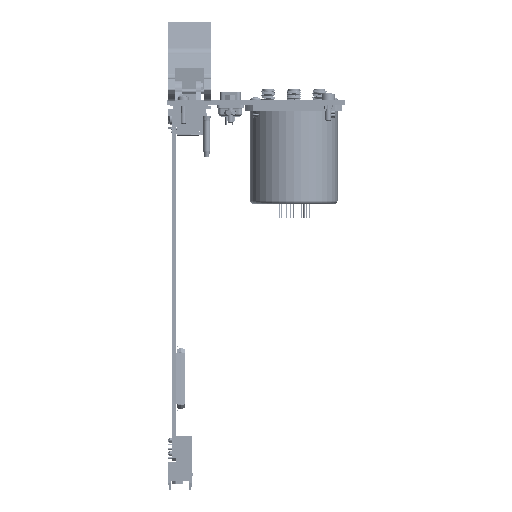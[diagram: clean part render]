
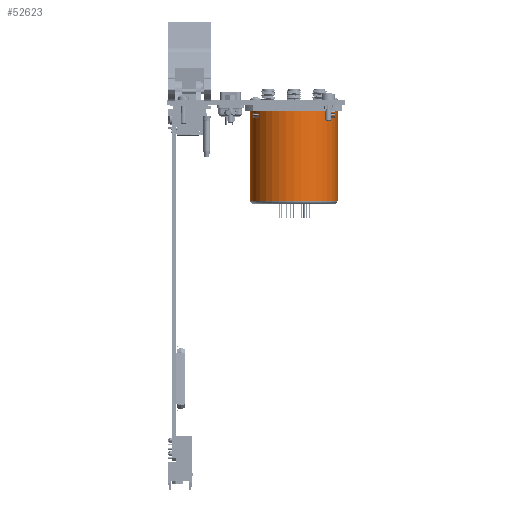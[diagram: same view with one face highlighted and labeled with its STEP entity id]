
A CAD part, front view. The second image highlights one B-rep face of the part: STEP entity #52623.
In plain terms, the highlighted cylindrical face has radius 20 mm (diameter 40 mm), a full revolution.
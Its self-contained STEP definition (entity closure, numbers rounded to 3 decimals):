
#11458 = EDGE_CURVE ( 'NONE', #71895, #71895, #175847, .T. ) ;
#11591 = EDGE_CURVE ( 'NONE', #71956, #71956, #175961, .T. ) ;
#15871 = ORIENTED_EDGE ( 'NONE', *, *, #11591, .T. ) ;
#16231 = ORIENTED_EDGE ( 'NONE', *, *, #11458, .T. ) ;
#36910 = EDGE_LOOP ( 'NONE', ( #15871 ) ) ;
#38011 = EDGE_LOOP ( 'NONE', ( #16231 ) ) ;
#52623 = ADVANCED_FACE ( 'NONE', ( #112431, #112436 ), #104784, .T. ) ;
#71895 = VERTEX_POINT ( 'NONE', #123618 ) ;
#71956 = VERTEX_POINT ( 'NONE', #123652 ) ;
#104784 = CYLINDRICAL_SURFACE ( 'NONE', #112155, 20. ) ;
#107119 = DIRECTION ( 'NONE',  ( 0., 0., 1. ) ) ;
#107122 = CARTESIAN_POINT ( 'NONE',  ( 25.349, -23.69, -50.042 ) ) ;
#107135 = DIRECTION ( 'NONE',  ( 1., 0., 0. ) ) ;
#112155 = AXIS2_PLACEMENT_3D ( 'NONE', #107122, #107119, #107135 ) ;
#112431 = FACE_OUTER_BOUND ( 'NONE', #38011, .T. ) ;
#112436 = FACE_OUTER_BOUND ( 'NONE', #36910, .T. ) ;
#122433 = AXIS2_PLACEMENT_3D ( 'NONE', #167803, #167805, #167806 ) ;
#123229 = AXIS2_PLACEMENT_3D ( 'NONE', #168193, #168194, #168195 ) ;
#123618 = CARTESIAN_POINT ( 'NONE',  ( 5.349, -23.69, -48.542 ) ) ;
#123652 = CARTESIAN_POINT ( 'NONE',  ( 45.349, -23.69, -7.542 ) ) ;
#167803 = CARTESIAN_POINT ( 'NONE',  ( 25.349, -23.69, -48.542 ) ) ;
#167805 = DIRECTION ( 'NONE',  ( 0., 0., 1. ) ) ;
#167806 = DIRECTION ( 'NONE',  ( -1., 0., 0. ) ) ;
#168193 = CARTESIAN_POINT ( 'NONE',  ( 25.349, -23.69, -7.542 ) ) ;
#168194 = DIRECTION ( 'NONE',  ( 0., 0., -1. ) ) ;
#168195 = DIRECTION ( 'NONE',  ( 1., 0., 0. ) ) ;
#175847 = CIRCLE ( 'NONE', #122433, 20. ) ;
#175961 = CIRCLE ( 'NONE', #123229, 20. ) ;
